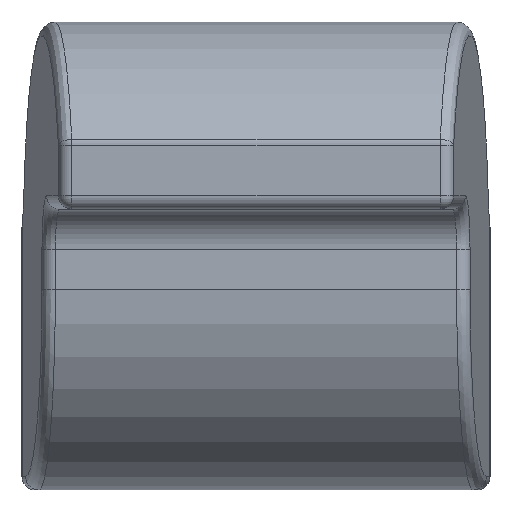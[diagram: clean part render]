
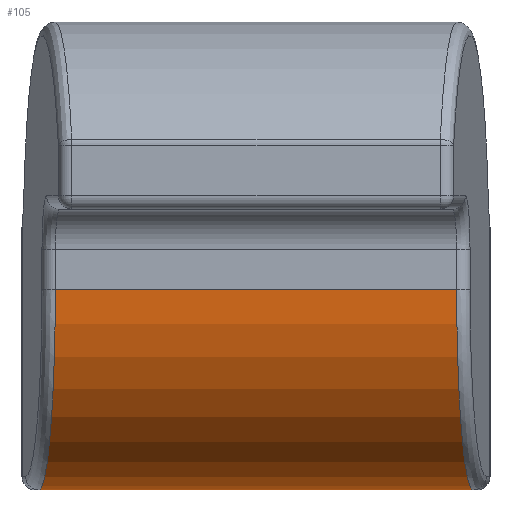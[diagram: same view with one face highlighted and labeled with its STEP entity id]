
A CAD part, left-side view. The second image highlights one B-rep face of the part: STEP entity #105.
In plain terms, the highlighted cylindrical face has radius 15 mm (diameter 30 mm), a partial arc.
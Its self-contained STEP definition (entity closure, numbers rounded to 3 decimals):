
#105 = ADVANCED_FACE( '', ( #252 ), #253, .T. );
#252 = FACE_OUTER_BOUND( '', #1877, .T. );
#253 = CYLINDRICAL_SURFACE( '', #1878, 15. );
#1877 = EDGE_LOOP( '', ( #3644, #3645, #3646, #3647 ) );
#1878 = AXIS2_PLACEMENT_3D( '', #3648, #3649, #3650 );
#3644 = ORIENTED_EDGE( '', *, *, #4275, .F. );
#3645 = ORIENTED_EDGE( '', *, *, #4286, .T. );
#3646 = ORIENTED_EDGE( '', *, *, #4188, .F. );
#3647 = ORIENTED_EDGE( '', *, *, #4287, .T. );
#3648 = CARTESIAN_POINT( '', ( -46., -17.5, 15. ) );
#3649 = DIRECTION( '', ( 0., -1., 0. ) );
#3650 = DIRECTION( '', ( 0., 0., 1. ) );
#4188 = EDGE_CURVE( '', #4430, #4431, #4432, .T. );
#4275 = EDGE_CURVE( '', #4578, #4580, #4581, .F. );
#4286 = EDGE_CURVE( '', #4578, #4431, #4599, .T. );
#4287 = EDGE_CURVE( '', #4430, #4580, #4600, .F. );
#4430 = VERTEX_POINT( '', #4798 );
#4431 = VERTEX_POINT( '', #4799 );
#4432 = LINE( '', #4800, #4801 );
#4578 = VERTEX_POINT( '', #5444 );
#4580 = VERTEX_POINT( '', #5447 );
#4581 = LINE( '', #5448, #5449 );
#4599 = ELLIPSE( '', #5627, 15.05, 15. );
#4600 = ELLIPSE( '', #5628, 15.05, 15. );
#4798 = CARTESIAN_POINT( '', ( -46., -16.234, 0. ) );
#4799 = CARTESIAN_POINT( '', ( -46., 16.234, 0. ) );
#4800 = CARTESIAN_POINT( '', ( -46., -17.5, 0. ) );
#4801 = VECTOR( '', #6065, 1000. );
#5444 = CARTESIAN_POINT( '', ( -61., 15.009, 15. ) );
#5447 = CARTESIAN_POINT( '', ( -61., -15.009, 15. ) );
#5448 = CARTESIAN_POINT( '', ( -61., -17.5, 15. ) );
#5449 = VECTOR( '', #6209, 1000. );
#5627 = AXIS2_PLACEMENT_3D( '', #6223, #6224, #6225 );
#5628 = AXIS2_PLACEMENT_3D( '', #6226, #6227, #6228 );
#6065 = DIRECTION( '', ( 0., 1., 0. ) );
#6209 = DIRECTION( '', ( 0., 1., 0. ) );
#6223 = CARTESIAN_POINT( '', ( -46., 16.234, 15. ) );
#6224 = DIRECTION( '', ( 0.081, -0.997, 0. ) );
#6225 = DIRECTION( '', ( 0.997, 0.081, 0. ) );
#6226 = CARTESIAN_POINT( '', ( -46., -16.234, 15. ) );
#6227 = DIRECTION( '', ( -0.081, -0.997, 0. ) );
#6228 = DIRECTION( '', ( -0.997, 0.081, 0. ) );
